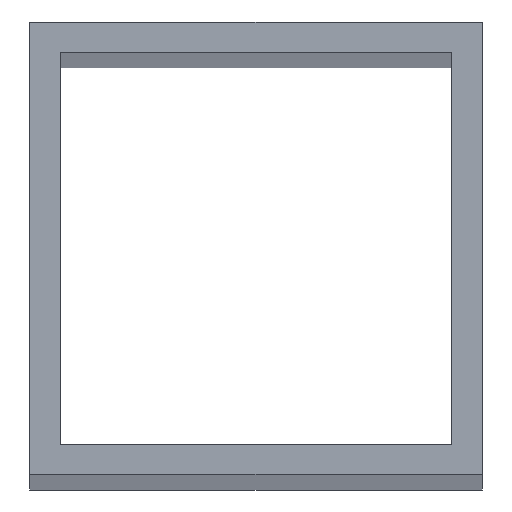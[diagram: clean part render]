
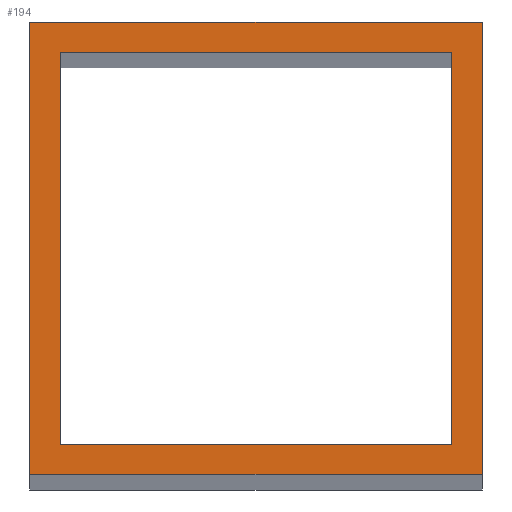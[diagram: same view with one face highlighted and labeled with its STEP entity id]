
A CAD part, top view. The second image highlights one B-rep face of the part: STEP entity #194.
In plain terms, the highlighted planar face has unit normal (0, 0, 1).
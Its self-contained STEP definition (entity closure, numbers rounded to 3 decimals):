
#16=FACE_BOUND('',#38,.T.);
#26=FACE_OUTER_BOUND('',#37,.T.);
#37=EDGE_LOOP('',(#167,#168,#169,#170));
#38=EDGE_LOOP('',(#171,#172,#173,#174));
#41=LINE('',#282,#65);
#45=LINE('',#289,#69);
#48=LINE('',#295,#72);
#50=LINE('',#298,#74);
#53=LINE('',#306,#77);
#56=LINE('',#312,#80);
#59=LINE('',#318,#83);
#62=LINE('',#322,#86);
#65=VECTOR('',#234,10.);
#69=VECTOR('',#240,10.);
#72=VECTOR('',#245,10.);
#74=VECTOR('',#249,10.);
#77=VECTOR('',#254,10.);
#80=VECTOR('',#259,10.);
#83=VECTOR('',#264,10.);
#86=VECTOR('',#269,10.);
#89=VERTEX_POINT('',#279);
#90=VERTEX_POINT('',#281);
#92=VERTEX_POINT('',#287);
#94=VERTEX_POINT('',#293);
#97=VERTEX_POINT('',#303);
#98=VERTEX_POINT('',#305);
#100=VERTEX_POINT('',#311);
#102=VERTEX_POINT('',#317);
#105=EDGE_CURVE('',#90,#89,#41,.T.);
#109=EDGE_CURVE('',#89,#92,#45,.T.);
#112=EDGE_CURVE('',#92,#94,#48,.T.);
#114=EDGE_CURVE('',#94,#90,#50,.T.);
#117=EDGE_CURVE('',#98,#97,#53,.T.);
#120=EDGE_CURVE('',#100,#98,#56,.T.);
#123=EDGE_CURVE('',#102,#100,#59,.T.);
#126=EDGE_CURVE('',#97,#102,#62,.T.);
#167=ORIENTED_EDGE('',*,*,#126,.T.);
#168=ORIENTED_EDGE('',*,*,#123,.T.);
#169=ORIENTED_EDGE('',*,*,#120,.T.);
#170=ORIENTED_EDGE('',*,*,#117,.T.);
#171=ORIENTED_EDGE('',*,*,#105,.T.);
#172=ORIENTED_EDGE('',*,*,#109,.T.);
#173=ORIENTED_EDGE('',*,*,#112,.T.);
#174=ORIENTED_EDGE('',*,*,#114,.T.);
#184=PLANE('',#227);
#194=ADVANCED_FACE('',(#26,#16),#184,.T.);
#227=AXIS2_PLACEMENT_3D('',#324,#272,#273);
#234=DIRECTION('',(1.,0.,0.));
#240=DIRECTION('',(0.,-1.,0.));
#245=DIRECTION('',(-1.,0.,0.));
#249=DIRECTION('',(0.,1.,0.));
#254=DIRECTION('',(-1.,0.,0.));
#259=DIRECTION('',(0.,1.,0.));
#264=DIRECTION('',(1.,0.,0.));
#269=DIRECTION('',(0.,-1.,0.));
#272=DIRECTION('center_axis',(0.,0.,1.));
#273=DIRECTION('ref_axis',(1.,0.,0.));
#279=CARTESIAN_POINT('',(6.5,6.5,637.4));
#281=CARTESIAN_POINT('',(-6.5,6.5,637.4));
#282=CARTESIAN_POINT('',(3.75,6.5,637.4));
#287=CARTESIAN_POINT('',(6.5,-6.5,637.4));
#289=CARTESIAN_POINT('',(6.5,-3.75,637.4));
#293=CARTESIAN_POINT('',(-6.5,-6.5,637.4));
#295=CARTESIAN_POINT('',(-3.75,-6.5,637.4));
#298=CARTESIAN_POINT('',(-6.5,3.75,637.4));
#303=CARTESIAN_POINT('',(-7.5,7.5,637.4));
#305=CARTESIAN_POINT('',(7.5,7.5,637.4));
#306=CARTESIAN_POINT('',(-7.5,7.5,637.4));
#311=CARTESIAN_POINT('',(7.5,-7.5,637.4));
#312=CARTESIAN_POINT('',(7.5,7.5,637.4));
#317=CARTESIAN_POINT('',(-7.5,-7.5,637.4));
#318=CARTESIAN_POINT('',(7.5,-7.5,637.4));
#322=CARTESIAN_POINT('',(-7.5,-7.5,637.4));
#324=CARTESIAN_POINT('Origin',(0.,0.,
637.4));
